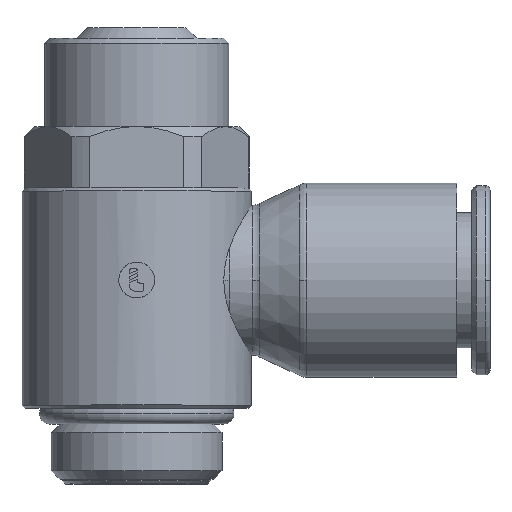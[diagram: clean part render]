
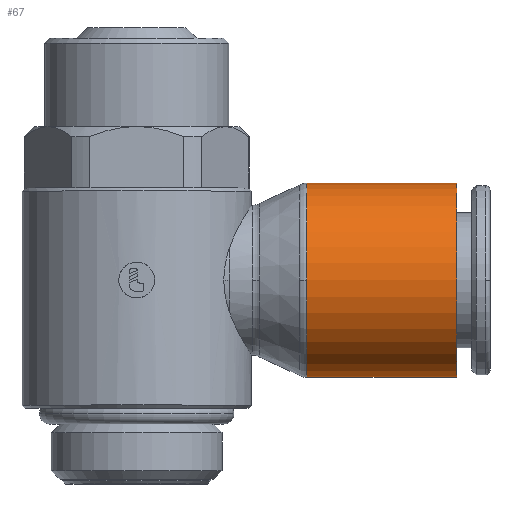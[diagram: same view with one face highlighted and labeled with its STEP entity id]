
A CAD part, top view. The second image highlights one B-rep face of the part: STEP entity #67.
In plain terms, the highlighted cylindrical face has radius 9.475 mm (diameter 18.95 mm), a partial arc.
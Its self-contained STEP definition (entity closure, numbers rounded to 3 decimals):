
#67=ADVANCED_FACE('',(#216),#217,.T.);
#216=FACE_OUTER_BOUND('',#483,.T.);
#217=CYLINDRICAL_SURFACE('',#484,9.475);
#483=EDGE_LOOP('',(#867,#868,#869,#870,#871));
#484=AXIS2_PLACEMENT_3D('',#872,#873,#874);
#867=ORIENTED_EDGE('',*,*,#1775,.F.);
#868=ORIENTED_EDGE('',*,*,#1776,.T.);
#869=ORIENTED_EDGE('',*,*,#1777,.T.);
#870=ORIENTED_EDGE('',*,*,#1778,.F.);
#871=ORIENTED_EDGE('',*,*,#1779,.F.);
#872=CARTESIAN_POINT('',(23.91,12.5,0.0));
#873=DIRECTION('',(1.0,0.0,0.0));
#874=DIRECTION('',(0.0,1.0,0.0));
#1775=EDGE_CURVE('',#2144,#2145,#2146,.T.);
#1776=EDGE_CURVE('',#2144,#2147,#2148,.T.);
#1777=EDGE_CURVE('',#2147,#2149,#2150,.T.);
#1778=EDGE_CURVE('',#2151,#2149,#2152,.T.);
#1779=EDGE_CURVE('',#2145,#2151,#2153,.T.);
#2144=VERTEX_POINT('',#2753);
#2145=VERTEX_POINT('',#2754);
#2146=LINE('',#2755,#2756);
#2147=VERTEX_POINT('',#2757);
#2148=CIRCLE('',#2758,9.475);
#2149=VERTEX_POINT('',#2759);
#2150=CIRCLE('',#2760,9.475);
#2151=VERTEX_POINT('',#2761);
#2152=LINE('',#2762,#2763);
#2153=CIRCLE('',#2764,9.475);
#2753=CARTESIAN_POINT('',(16.59,21.975,0.0));
#2754=CARTESIAN_POINT('',(31.23,21.975,0.0));
#2755=CARTESIAN_POINT('',(23.91,21.975,0.));
#2756=VECTOR('',#3708,1.0);
#2757=CARTESIAN_POINT('',(16.59,12.5,9.475));
#2758=AXIS2_PLACEMENT_3D('',#3709,#3710,#3711);
#2759=CARTESIAN_POINT('',(16.59,3.025,0.));
#2760=AXIS2_PLACEMENT_3D('',#3712,#3713,#3714);
#2761=CARTESIAN_POINT('',(31.23,3.025,0.));
#2762=CARTESIAN_POINT('',(23.91,3.025,0.));
#2763=VECTOR('',#3715,1.0);
#2764=AXIS2_PLACEMENT_3D('',#3716,#3717,#3718);
#3708=DIRECTION('',(1.0,0.0,0.0));
#3709=CARTESIAN_POINT('',(16.59,12.5,0.0));
#3710=DIRECTION('',(1.0,0.0,0.0));
#3711=DIRECTION('',(0.0,1.0,0.0));
#3712=CARTESIAN_POINT('',(16.59,12.5,0.0));
#3713=DIRECTION('',(1.0,0.0,0.0));
#3714=DIRECTION('',(0.0,1.0,0.0));
#3715=DIRECTION('',(-1.0,-0.0,-0.0));
#3716=CARTESIAN_POINT('',(31.23,12.5,0.0));
#3717=DIRECTION('',(1.0,0.0,0.0));
#3718=DIRECTION('',(0.0,1.0,0.0));
